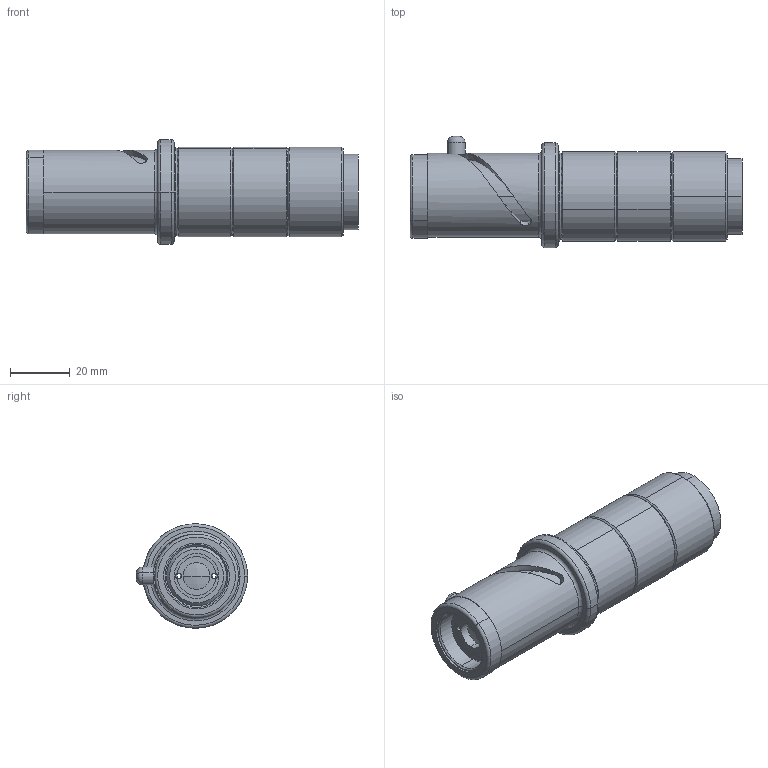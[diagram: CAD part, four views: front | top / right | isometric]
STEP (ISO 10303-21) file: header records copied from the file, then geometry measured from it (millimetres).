
FILE_DESCRIPTION (( 'STEP AP214' ), '1' );
FILE_NAME ('MC0.00X.STEP', '2013-04-06T09:13:50', ( 'Work' ), ( '' ), 'SwSTEP 2.0', 'SolidWorks 2012', '' );
FILE_SCHEMA (( 'AUTOMOTIVE_DESIGN' ));
Length unit declared in the file: millimetre
Products named in the file (1): MC0.00X
Bounding box: 111 x 37.15 x 35 mm (x, y, z)
Surface area: 25479.2 mm2 (no closed solid volume)
Topology: 0 solids, 12 shells, 99 faces, 250 edges, 165 vertices
Faces by surface type: cylinder 42, cone 20, plane 17, torus 12, bspline 6, sphere 2
Entity records: 4623 total; most frequent: CARTESIAN_POINT 1103, DIRECTION 558, ORIENTED_EDGE 434, EDGE_CURVE 250, AXIS2_PLACEMENT_3D 244, VERTEX_POINT 165, CIRCLE 150, EDGE_LOOP 119
